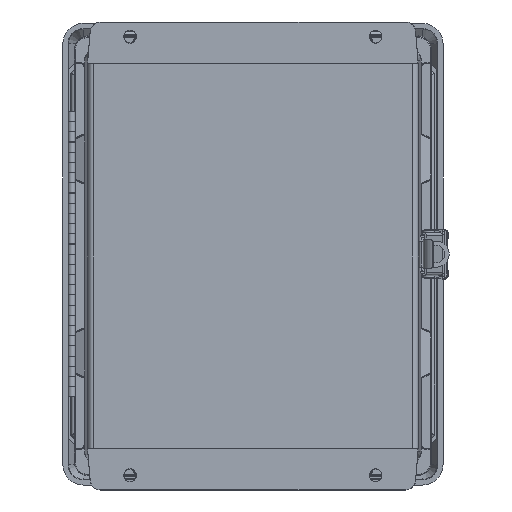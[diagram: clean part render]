
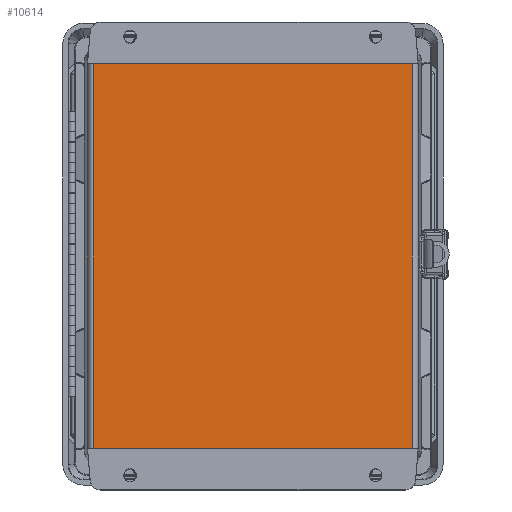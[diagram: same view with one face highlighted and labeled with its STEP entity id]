
A CAD part, front view. The second image highlights one B-rep face of the part: STEP entity #10614.
In plain terms, the highlighted planar face has unit normal (0, -1, 0).
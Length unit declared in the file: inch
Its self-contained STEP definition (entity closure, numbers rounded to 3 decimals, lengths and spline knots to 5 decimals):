
#777 = LINE ( 'NONE', #27027, #21166 ) ;
#873 = ORIENTED_EDGE ( 'NONE', *, *, #8573, .T. ) ;
#1705 = CARTESIAN_POINT ( 'NONE',  ( -3.91022, 0.053, 0. ) ) ;
#1874 = CARTESIAN_POINT ( 'NONE',  ( 3.91022, 0.053, 0. ) ) ;
#2283 = VERTEX_POINT ( 'NONE', #13701 ) ;
#3850 = FACE_OUTER_BOUND ( 'NONE', #10746, .T. ) ;
#4603 = CARTESIAN_POINT ( 'NONE',  ( -5.60764, 0.053, -4.71875 ) ) ;
#4889 = EDGE_CURVE ( 'NONE', #19641, #23377, #24462, .T. ) ;
#7609 = PLANE ( 'NONE',  #9637 ) ;
#7989 = CARTESIAN_POINT ( 'NONE',  ( -3.91022, 0.053, -4.71875 ) ) ;
#8049 = VECTOR ( 'NONE', #20491, 39.37008 ) ;
#8573 = EDGE_CURVE ( 'NONE', #33077, #19641, #28308, .T. ) ;
#8672 = CARTESIAN_POINT ( 'NONE',  ( 3.91022, 0.053, -4.71875 ) ) ;
#9038 = ORIENTED_EDGE ( 'NONE', *, *, #4889, .T. ) ;
#9637 = AXIS2_PLACEMENT_3D ( 'NONE', #10159, #10267, #28762 ) ;
#9751 = DIRECTION ( 'NONE',  ( 0., 0., -1. ) ) ;
#10159 = CARTESIAN_POINT ( 'NONE',  ( 0., 0.053, 0. ) ) ;
#10267 = DIRECTION ( 'NONE',  ( 0., 1., 0. ) ) ;
#10366 = VECTOR ( 'NONE', #15241, 39.37008 ) ;
#10614 = ADVANCED_FACE ( 'NONE', ( #3850 ), #7609, .F. ) ;
#10682 = ORIENTED_EDGE ( 'NONE', *, *, #19387, .T. ) ;
#10746 = EDGE_LOOP ( 'NONE', ( #873, #9038, #13468, #10682 ) ) ;
#13468 = ORIENTED_EDGE ( 'NONE', *, *, #29285, .T. ) ;
#13701 = CARTESIAN_POINT ( 'NONE',  ( -3.91022, 0.053, 4.71875 ) ) ;
#13880 = DIRECTION ( 'NONE',  ( -1., 0., 0. ) ) ;
#15241 = DIRECTION ( 'NONE',  ( 0., 0., 1. ) ) ;
#19387 = EDGE_CURVE ( 'NONE', #2283, #33077, #23636, .T. ) ;
#19641 = VERTEX_POINT ( 'NONE', #8672 ) ;
#20491 = DIRECTION ( 'NONE',  ( 1., 0., 0. ) ) ;
#21166 = VECTOR ( 'NONE', #13880, 39.37008 ) ;
#22831 = VECTOR ( 'NONE', #9751, 39.37008 ) ;
#23377 = VERTEX_POINT ( 'NONE', #32601 ) ;
#23636 = LINE ( 'NONE', #1705, #22831 ) ;
#24462 = LINE ( 'NONE', #1874, #10366 ) ;
#27027 = CARTESIAN_POINT ( 'NONE',  ( -5.60764, 0.053, 4.71875 ) ) ;
#28308 = LINE ( 'NONE', #4603, #8049 ) ;
#28762 = DIRECTION ( 'NONE',  ( 0., 0., 1. ) ) ;
#29285 = EDGE_CURVE ( 'NONE', #23377, #2283, #777, .T. ) ;
#32601 = CARTESIAN_POINT ( 'NONE',  ( 3.91022, 0.053, 4.71875 ) ) ;
#33077 = VERTEX_POINT ( 'NONE', #7989 ) ;
